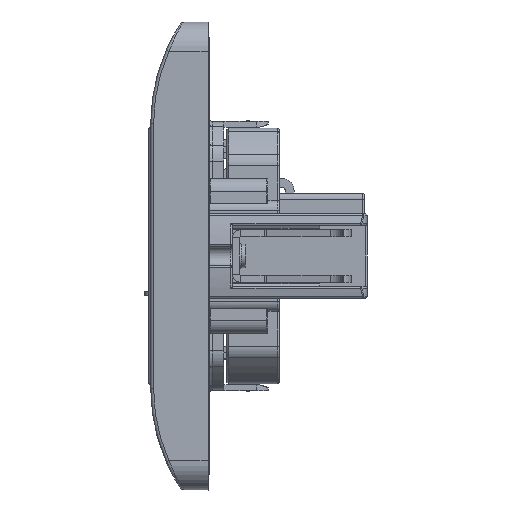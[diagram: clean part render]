
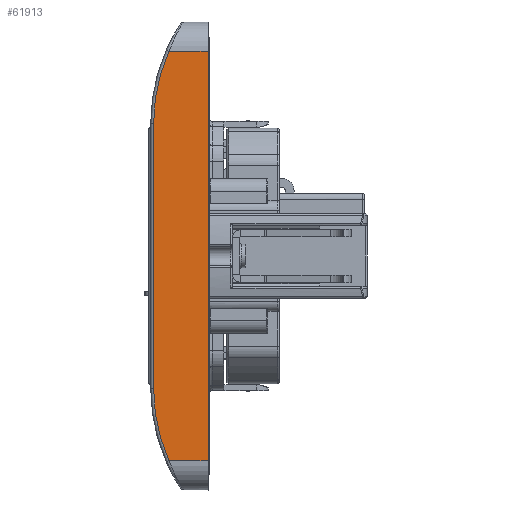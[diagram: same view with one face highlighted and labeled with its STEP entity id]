
A CAD part, left-side view. The second image highlights one B-rep face of the part: STEP entity #61913.
In plain terms, the highlighted planar face has unit normal (-1, 0, 0).
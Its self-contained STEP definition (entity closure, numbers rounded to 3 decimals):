
#53483=DIRECTION('',(0.,0.,-1.));
#53484=VECTOR('',#53483,45.33);
#53485=CARTESIAN_POINT('',(-40.,8.,22.665));
#53486=LINE('',#53485,#53484);
#53491=CARTESIAN_POINT('',(-40.,-22.5,22.665));
#53492=DIRECTION('',(1.,0.,0.));
#53493=DIRECTION('',(0.,1.,0.));
#53494=AXIS2_PLACEMENT_3D('',#53491,#53492,#53493);
#53496=CARTESIAN_POINT('',(-40.,-22.5,-22.665));
#53497=DIRECTION('',(1.,0.,0.));
#53498=DIRECTION('',(0.,0.915,-0.404));
#53499=AXIS2_PLACEMENT_3D('',#53496,#53497,#53498);
#53608=DIRECTION('',(0.,-1.,0.));
#53609=VECTOR('',#53608,6.694);
#53610=CARTESIAN_POINT('',(-40.,5.394,
-35.));
#53611=LINE('',#53610,#53609);
#53690=DIRECTION('',(0.,0.,1.));
#53691=VECTOR('',#53690,70.);
#53692=CARTESIAN_POINT('',(-40.,-1.3,-35.));
#53693=LINE('',#53692,#53691);
#53919=DIRECTION('',(0.,1.,0.));
#53920=VECTOR('',#53919,6.694);
#53921=CARTESIAN_POINT('',(-40.,-1.3,35.));
#53922=LINE('',#53921,#53920);
#60273=CARTESIAN_POINT('',(-40.,8.,22.665));
#60274=CARTESIAN_POINT('',(-40.,8.,-22.665));
#60275=VERTEX_POINT('',#60273);
#60276=VERTEX_POINT('',#60274);
#60277=CARTESIAN_POINT('',(-40.,5.394,35.));
#60278=VERTEX_POINT('',#60277);
#60279=CARTESIAN_POINT('',(-40.,-1.3,35.));
#60280=VERTEX_POINT('',#60279);
#60281=CARTESIAN_POINT('',(-40.,-1.3,-35.));
#60282=VERTEX_POINT('',#60281);
#60283=CARTESIAN_POINT('',(-40.,5.394,
-35.));
#60284=VERTEX_POINT('',#60283);
#61895=CARTESIAN_POINT('',(-40.,3.5,0.));
#61896=DIRECTION('',(1.,0.,0.));
#61897=DIRECTION('',(0.,0.,-1.));
#61898=AXIS2_PLACEMENT_3D('',#61895,#61896,#61897);
#61899=PLANE('',#61898);
#61900=ORIENTED_EDGE('',*,*,#61885,.F.);
#61902=ORIENTED_EDGE('',*,*,#61901,.T.);
#61904=ORIENTED_EDGE('',*,*,#61903,.F.);
#61906=ORIENTED_EDGE('',*,*,#61905,.F.);
#61908=ORIENTED_EDGE('',*,*,#61907,.F.);
#61910=ORIENTED_EDGE('',*,*,#61909,.T.);
#61911=EDGE_LOOP('',(#61900,#61902,#61904,#61906,#61908,#61910));
#61912=FACE_OUTER_BOUND('',#61911,.F.);
#53495=CIRCLE('',#53494,30.5);
#53500=CIRCLE('',#53499,30.5);
#61885=EDGE_CURVE('',#60275,#60276,#53486,.T.);
#61901=EDGE_CURVE('',#60275,#60278,#53495,.T.);
#61903=EDGE_CURVE('',#60280,#60278,#53922,.T.);
#61905=EDGE_CURVE('',#60282,#60280,#53693,.T.);
#61907=EDGE_CURVE('',#60284,#60282,#53611,.T.);
#61909=EDGE_CURVE('',#60284,#60276,#53500,.T.);
#61913=ADVANCED_FACE('',(#61912),#61899,.F.);
